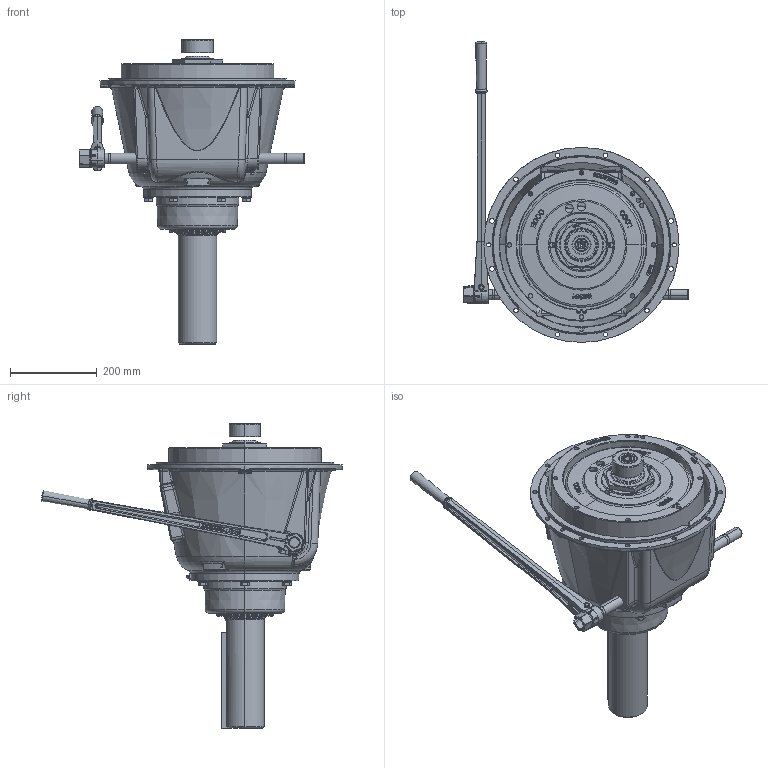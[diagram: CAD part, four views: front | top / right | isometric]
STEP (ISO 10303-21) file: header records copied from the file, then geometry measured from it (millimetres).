
FILE_DESCRIPTION (( 'STEP AP214' ), '1' );
FILE_NAME ('SP311P303.STEP', '2013-11-22T21:48:46', ( 'Windows User' ), ( '' ), 'SwSTEP 2.0', 'SolidWorks 2010', '' );
FILE_SCHEMA (( 'AUTOMOTIVE_DESIGN' ));
Length unit declared in the file: inch
Products named in the file (1): SP311P303
Bounding box: 520.6 x 695.63 x 703.83 mm (x, y, z)
Surface area: 1370018.5 mm2 (no closed solid volume)
Topology: 0 solids, 75 shells, 1338 faces, 4710 edges, 3305 vertices
Faces by surface type: plane 372, bspline 356, cylinder 297, cone 145, torus 140, sphere 28
Entity records: 93051 total; most frequent: CARTESIAN_POINT 39927, ORIENTED_EDGE 7347, DIRECTION 6407, EDGE_CURVE 4678, VERTEX_POINT 3298, AXIS2_PLACEMENT_3D 2436, VECTOR 1535, LINE 1535
